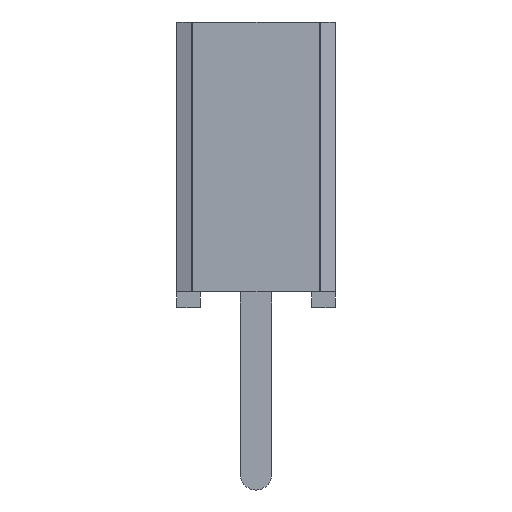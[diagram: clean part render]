
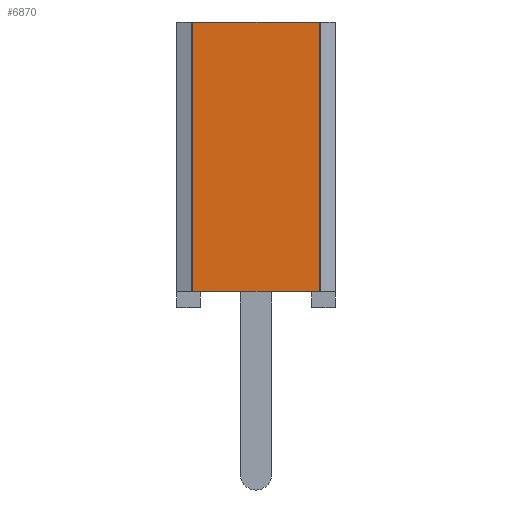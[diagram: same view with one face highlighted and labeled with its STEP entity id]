
A CAD part, left-side view. The second image highlights one B-rep face of the part: STEP entity #6870.
In plain terms, the highlighted planar face has unit normal (-1, 0, 0).
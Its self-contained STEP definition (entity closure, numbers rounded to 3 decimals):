
#6870 = ADVANCED_FACE('',(#6871),#6905,.F.);
#6871 = FACE_BOUND('',#6872,.T.);
#6872 = EDGE_LOOP('',(#6873,#6883,#6891,#6899));
#6873 = ORIENTED_EDGE('',*,*,#6874,.T.);
#6874 = EDGE_CURVE('',#6875,#6877,#6879,.T.);
#6875 = VERTEX_POINT('',#6876);
#6876 = CARTESIAN_POINT('',(-19.164,1.026,4.572));
#6877 = VERTEX_POINT('',#6878);
#6878 = CARTESIAN_POINT('',(-19.164,1.026,0.254));
#6879 = LINE('',#6880,#6881);
#6880 = CARTESIAN_POINT('',(-19.164,1.026,4.572));
#6881 = VECTOR('',#6882,1.);
#6882 = DIRECTION('',(0.,0.,-1.));
#6883 = ORIENTED_EDGE('',*,*,#6884,.T.);
#6884 = EDGE_CURVE('',#6877,#6885,#6887,.T.);
#6885 = VERTEX_POINT('',#6886);
#6886 = CARTESIAN_POINT('',(-19.164,-1.026,0.254));
#6887 = LINE('',#6888,#6889);
#6888 = CARTESIAN_POINT('',(-19.164,0.889,0.254));
#6889 = VECTOR('',#6890,1.);
#6890 = DIRECTION('',(0.,-1.,0.));
#6891 = ORIENTED_EDGE('',*,*,#6892,.T.);
#6892 = EDGE_CURVE('',#6885,#6893,#6895,.T.);
#6893 = VERTEX_POINT('',#6894);
#6894 = CARTESIAN_POINT('',(-19.164,-1.026,4.572));
#6895 = LINE('',#6896,#6897);
#6896 = CARTESIAN_POINT('',(-19.164,-1.026,4.572));
#6897 = VECTOR('',#6898,1.);
#6898 = DIRECTION('',(0.,0.,1.));
#6899 = ORIENTED_EDGE('',*,*,#6900,.F.);
#6900 = EDGE_CURVE('',#6875,#6893,#6901,.T.);
#6901 = LINE('',#6902,#6903);
#6902 = CARTESIAN_POINT('',(-19.164,1.27,4.572));
#6903 = VECTOR('',#6904,1.);
#6904 = DIRECTION('',(0.,-1.,0.));
#6905 = PLANE('',#6906);
#6906 = AXIS2_PLACEMENT_3D('',#6907,#6908,#6909);
#6907 = CARTESIAN_POINT('',(-19.164,1.27,4.572));
#6908 = DIRECTION('',(1.,0.,0.));
#6909 = DIRECTION('',(0.,1.,0.));
